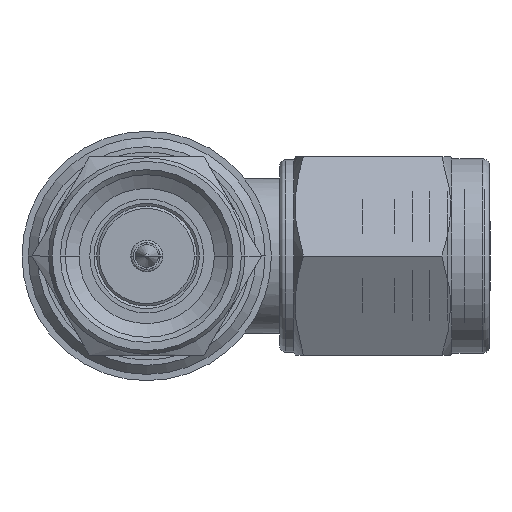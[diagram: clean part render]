
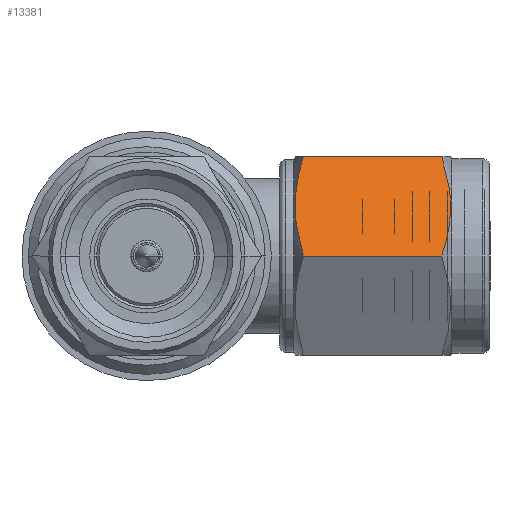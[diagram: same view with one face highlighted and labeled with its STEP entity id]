
A CAD part, left-side view. The second image highlights one B-rep face of the part: STEP entity #13381.
In plain terms, the highlighted face is planar.
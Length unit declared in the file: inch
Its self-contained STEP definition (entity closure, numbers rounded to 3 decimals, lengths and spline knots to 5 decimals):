
#265 = CARTESIAN_POINT ( 'NONE',  ( 0.06314, -0.15032, -0.05163 ) ) ;
#3482 = ORIENTED_EDGE ( 'NONE', *, *, #20204, .F. ) ;
#4065 = CARTESIAN_POINT ( 'NONE',  ( 0.03081, -0.18013, 0. ) ) ;
#4303 = CARTESIAN_POINT ( 'NONE',  ( 0.0618, -0.14267, -0.06489 ) ) ;
#4480 = DIRECTION ( 'NONE',  ( 1., 0., 0. ) ) ;
#5221 = ORIENTED_EDGE ( 'NONE', *, *, #38381, .T. ) ;
#5277 = VECTOR ( 'NONE', #4480, 39.37008 ) ;
#5655 = EDGE_CURVE ( 'NONE', #42101, #37503, #6018, .T. ) ;
#6018 = LINE ( 'NONE', #44044, #38257 ) ;
#6967 = B_SPLINE_CURVE_WITH_KNOTS ( 'NONE', 3,
 ( #22907, #13199, #19516, #9828, #23568, #43612, #40222, #16808 ),
 .UNSPECIFIED., .F., .F.,
 ( 4, 2, 2, 4 ),
 ( 0., 0.00231, 0.00346, 0.00462 ),
 .UNSPECIFIED. ) ;
#9828 = CARTESIAN_POINT ( 'NONE',  ( 0.30649, -0.12753, -0.09112 ) ) ;
#10355 = CARTESIAN_POINT ( 'NONE',  ( 0.2936, -0.09007, -0.156 ) ) ;
#10384 = PLANE ( 'NONE',  #28219 ) ;
#10532 = EDGE_CURVE ( 'NONE', #37503, #39036, #6967, .T. ) ;
#10634 = CARTESIAN_POINT ( 'NONE',  ( 0.06802, -0.16535, -0.02561 ) ) ;
#11293 = CARTESIAN_POINT ( 'NONE',  ( 0.06729, -0.10477, -0.13053 ) ) ;
#11506 = CARTESIAN_POINT ( 'NONE',  ( 0.07583, -0.09007, -0.156 ) ) ;
#11858 = VERTEX_POINT ( 'NONE', #38668 ) ;
#13199 = CARTESIAN_POINT ( 'NONE',  ( 0.30148, -0.16538, -0.02555 ) ) ;
#13369 = ORIENTED_EDGE ( 'NONE', *, *, #10532, .F. ) ;
#13381 = ADVANCED_FACE ( 'NONE', ( #20967 ), #10384, .T. ) ;
#14201 = DIRECTION ( 'NONE',  ( 0., -0.866, -0.5 ) ) ;
#16808 = CARTESIAN_POINT ( 'NONE',  ( 0.2936, -0.09007, -0.156 ) ) ;
#19516 = CARTESIAN_POINT ( 'NONE',  ( 0.30647, -0.15044, -0.05143 ) ) ;
#20204 = EDGE_CURVE ( 'NONE', #11858, #42101, #32699, .T. ) ;
#20967 = FACE_OUTER_BOUND ( 'NONE', #25156, .T. ) ;
#21605 = LINE ( 'NONE', #25435, #5277 ) ;
#22907 = CARTESIAN_POINT ( 'NONE',  ( 0.2936, -0.18013, 0. ) ) ;
#23104 = CARTESIAN_POINT ( 'NONE',  ( 0.2936, -0.18013, 0. ) ) ;
#23568 = CARTESIAN_POINT ( 'NONE',  ( 0.30527, -0.1199, -0.10432 ) ) ;
#24556 = DIRECTION ( 'NONE',  ( 0., 0.5, -0.866 ) ) ;
#25050 = CARTESIAN_POINT ( 'NONE',  ( 0.06183, -0.11969, -0.10468 ) ) ;
#25156 = EDGE_LOOP ( 'NONE', ( #28387, #3482, #5221, #13369 ) ) ;
#25435 = CARTESIAN_POINT ( 'NONE',  ( 0.03081, -0.09007, -0.156 ) ) ;
#28219 = AXIS2_PLACEMENT_3D ( 'NONE', #4065, #14201, #24556 ) ;
#28387 = ORIENTED_EDGE ( 'NONE', *, *, #5655, .F. ) ;
#32699 = B_SPLINE_CURVE_WITH_KNOTS ( 'NONE', 3,
 ( #11506, #11293, #25050, #4303, #265, #10634, #35146, #35366 ),
 .UNSPECIFIED., .F., .F.,
 ( 4, 2, 2, 4 ),
 ( 0., 0.00231, 0.00347, 0.00462 ),
 .UNSPECIFIED. ) ;
#35146 = CARTESIAN_POINT ( 'NONE',  ( 0.07155, -0.17277, -0.01275 ) ) ;
#35366 = CARTESIAN_POINT ( 'NONE',  ( 0.07583, -0.18013, 0. ) ) ;
#36765 = CARTESIAN_POINT ( 'NONE',  ( 0.07583, -0.18013, 0. ) ) ;
#37503 = VERTEX_POINT ( 'NONE', #23104 ) ;
#38257 = VECTOR ( 'NONE', #40447, 39.37008 ) ;
#38381 = EDGE_CURVE ( 'NONE', #11858, #39036, #21605, .T. ) ;
#38668 = CARTESIAN_POINT ( 'NONE',  ( 0.07583, -0.09007, -0.156 ) ) ;
#39036 = VERTEX_POINT ( 'NONE', #10355 ) ;
#40222 = CARTESIAN_POINT ( 'NONE',  ( 0.29754, -0.09745, -0.14322 ) ) ;
#40447 = DIRECTION ( 'NONE',  ( 1., 0., 0. ) ) ;
#42101 = VERTEX_POINT ( 'NONE', #36765 ) ;
#43612 = CARTESIAN_POINT ( 'NONE',  ( 0.30079, -0.10488, -0.13034 ) ) ;
#44044 = CARTESIAN_POINT ( 'NONE',  ( 0.03081, -0.18013, 0. ) ) ;
